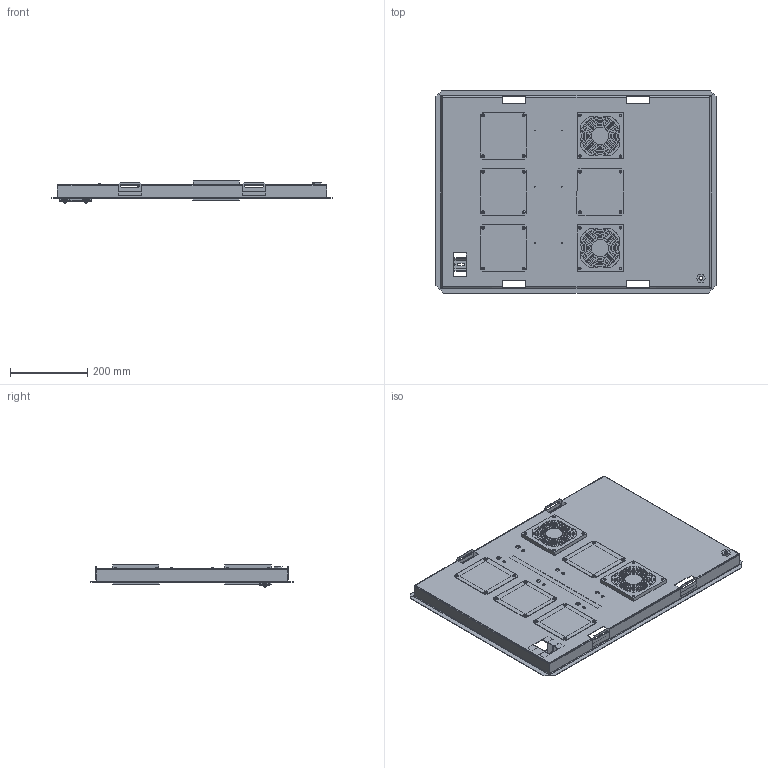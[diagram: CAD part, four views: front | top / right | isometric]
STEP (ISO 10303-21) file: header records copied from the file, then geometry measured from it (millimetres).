
FILE_DESCRIPTION (( 'STEP AP203' ), '1' );
FILE_NAME ('UR7710206080 Ïàíåëü Âåíòèëÿòîðíàÿ RS52 60.80 (000.801.649).STEP', '2022-04-26T13:10:20', ( '' ), ( '' ), 'SwSTEP 2.0', 'SolidWorks 2017', '' );
FILE_SCHEMA (( 'CONFIG_CONTROL_DESIGN' ));
Length unit declared in the file: millimetre
Products named in the file (22): 019-102 砑鳧罻_00; 嵑殧趌11371_6; 蹴濋趌5915_M5; pan head cross collar screw_din_DIN 967 - M3 x 4 - Z --- 3N; 蹴濋趌5915_M6; Âåíòèëÿòîð FK6628.230; Çàêëåïêà ðåçüáîâàÿ óìåíüøåííûé áîðòèê ñ íàñå÷êîé_Œ5å11,5; 000.701.128 Ïàíåëü âåíòèëÿòîðà 60.80; Øïèëüêà çàçåìëåíèÿ CKF CS_Œ6å16; 000.169.062 ﾊ煇鳫; Ñàëüíèê PG 9 TDM; 029-298 ﾊ煇鳫; UR7710206080 Ïàíåëü Âåíòèëÿòîðíàÿ RS52 60.80 (000.801.649); 嵑殧趌6402_6; 033-38 ч蜱齁罻; 042-03 Ýòèêåòêà çíàêà çàçåìëåíèÿ_00; 012-1955 Ïàíåëü êàðêàñà âåíòèëÿòîðà; 嵑殧趌6402_5; 026-669 赶鎀鍧; 淟檍瀖00; 嵑殧趌11371_5; 014-12 DIN-ðåéêà OMEGA 3ÀF_00
Assembly tree (121 placements, depth 4):
  UR7710206080 Ïàíåëü Âåíòèëÿòîðíàÿ RS52 60.80 (000.801.649)
    000.701.128 Ïàíåëü âåíòèëÿòîðà 60.80
      012-1955 Ïàíåëü êàðêàñà âåíòèëÿòîðà
      Øïèëüêà çàçåìëåíèÿ CKF CS_Œ6å16  x6
      019-102 砑鳧罻_00
      026-669 赶鎀鍧  x4
      000.169.062 ﾊ煇鳫  x2
        029-298 ﾊ煇鳫
        Çàêëåïêà ðåçüáîâàÿ óìåíüøåííûé áîðòèê ñ íàñå÷êîé_Œ5å11,5
    Âåíòèëÿòîð FK6628.230  x2
    014-12 DIN-ðåéêà OMEGA 3ÀF_00
    pan head cross collar screw_din_DIN 967 - M3 x 4 - Z --- 3N  x18
    嵑殧趌11371_5  x18
    嵑殧趌6402_5  x18
    033-38 ч蜱齁罻  x4
    蹴濋趌5915_M5  x16
    嵑殧趌11371_6  x7
    嵑殧趌6402_6  x6
    蹴濋趌5915_M6  x6
    Ñàëüíèê PG 9 TDM
    042-03 Ýòèêåòêà çíàêà çàçåìëåíèÿ_00  x6
    淟檍瀖00
Bounding box: 723 x 523 x 57.45 mm (x, y, z)
Volume: 1301500.4 mm3; surface area: 1285799.4 mm2
Topology: 128 solids, 128 shells, 3697 faces, 9236 edges, 5936 vertices
Faces by surface type: plane 1932, cylinder 1337, bspline 156, cone 124, sphere 98, torus 50
Entity records: 53799 total; most frequent: CARTESIAN_POINT 11674, DIRECTION 7867, ORIENTED_EDGE 7508, EDGE_CURVE 3754, AXIS2_PLACEMENT_3D 2795, VERTEX_POINT 2408, VECTOR 2277, LINE 2277
